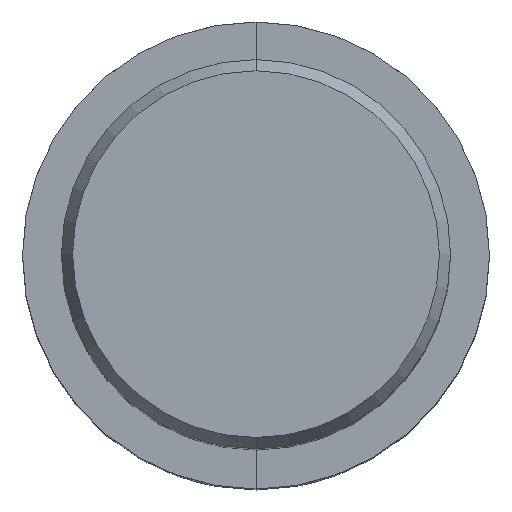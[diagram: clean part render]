
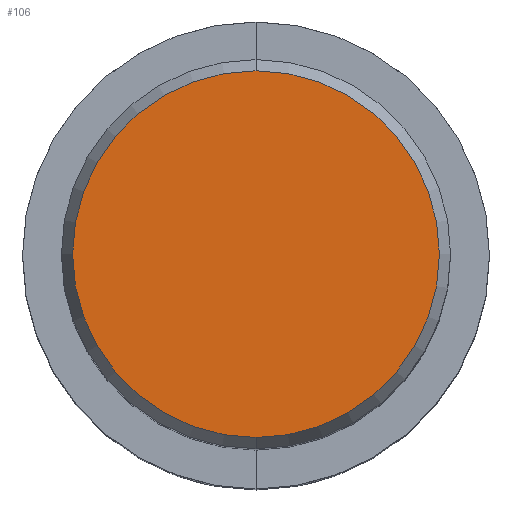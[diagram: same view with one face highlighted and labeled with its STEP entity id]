
A CAD part, top view. The second image highlights one B-rep face of the part: STEP entity #106.
In plain terms, the highlighted planar face has unit normal (0, 0, 1).
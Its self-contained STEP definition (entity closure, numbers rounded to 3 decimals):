
#106=ADVANCED_FACE('',(#267),#268,.T.);
#142=VERTEX_POINT('',#311);
#154=EDGE_CURVE('',#224,#142,#326,.T.);
#180=EDGE_CURVE('',#142,#224,#356,.T.);
#224=VERTEX_POINT('',#404);
#267=FACE_OUTER_BOUND('',#442,.T.);
#268=PLANE('',#443);
#311=CARTESIAN_POINT('',(0.0,14.958,0.01));
#326=CIRCLE('',#516,14.958);
#356=CIRCLE('',#551,14.958);
#404=CARTESIAN_POINT('',(0.,-14.958,0.01));
#442=EDGE_LOOP('',(#647,#648));
#443=AXIS2_PLACEMENT_3D('',#649,#650,#651);
#516=AXIS2_PLACEMENT_3D('',#727,#728,#729);
#551=AXIS2_PLACEMENT_3D('',#765,#766,#767);
#647=ORIENTED_EDGE('',*,*,#180,.F.);
#648=ORIENTED_EDGE('',*,*,#154,.F.);
#649=CARTESIAN_POINT('',(0.0,7.479,0.01));
#650=DIRECTION('',(-0.0,0.0,1.0));
#651=DIRECTION('',(0.0,-1.0,0.0));
#727=CARTESIAN_POINT('',(0.0,0.0,0.01));
#728=DIRECTION('',(0.0,0.0,-1.0));
#729=DIRECTION('',(0.0,1.0,0.0));
#765=CARTESIAN_POINT('',(0.0,0.0,0.01));
#766=DIRECTION('',(0.0,0.0,-1.0));
#767=DIRECTION('',(0.0,1.0,0.0));
